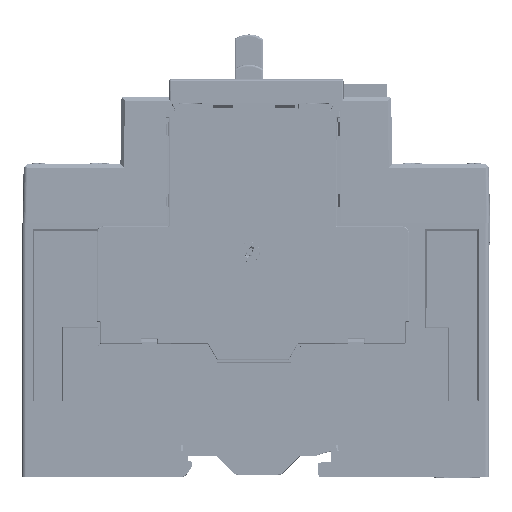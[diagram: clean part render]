
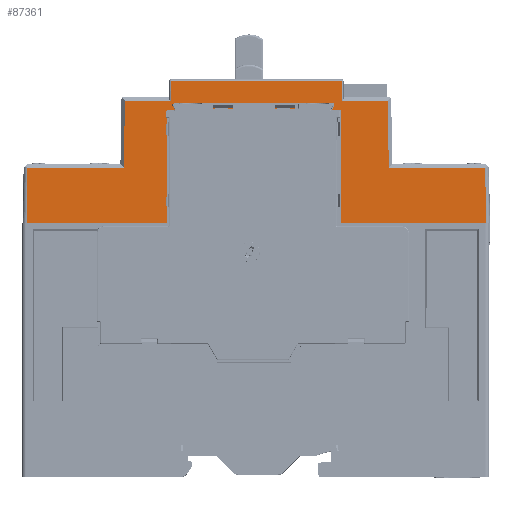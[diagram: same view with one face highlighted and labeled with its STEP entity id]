
A CAD part, top view. The second image highlights one B-rep face of the part: STEP entity #87361.
In plain terms, the highlighted face is planar.
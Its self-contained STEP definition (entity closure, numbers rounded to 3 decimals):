
#63804=DIRECTION('',(1.,0.,0.));
#63805=VECTOR('',#63804,118.6);
#63806=CARTESIAN_POINT('',(-59.3,30.659,
0.));
#63807=LINE('',#63806,#63805);
#64729=DIRECTION('',(-0.015,-0.007,-1.));
#64730=VECTOR('',#64729,17.252);
#64731=CARTESIAN_POINT('',(34.177,30.559,
-14.3));
#64732=LINE('',#64731,#64730);
#64737=DIRECTION('',(-1.,0.,0.));
#64738=VECTOR('',#64737,11.919);
#64739=CARTESIAN_POINT('',(33.919,30.439,
-31.55));
#64740=LINE('',#64739,#64738);
#64741=DIRECTION('',(0.017,-0.007,-1.));
#64742=VECTOR('',#64741,14.303);
#64743=CARTESIAN_POINT('',(-59.3,30.659,
0.));
#64744=LINE('',#64743,#64742);
#64745=DIRECTION('',(0.017,0.007,1.));
#64746=VECTOR('',#64745,14.303);
#64747=CARTESIAN_POINT('',(59.05,30.559,
-14.3));
#64748=LINE('',#64747,#64746);
#64769=DIRECTION('',(-1.,0.,0.));
#64770=VECTOR('',#64769,24.873);
#64771=CARTESIAN_POINT('',(-34.177,30.559,
-14.3));
#64772=LINE('',#64771,#64770);
#64781=DIRECTION('',(-0.015,0.007,1.));
#64782=VECTOR('',#64781,17.252);
#64783=CARTESIAN_POINT('',(-33.919,30.439,
-31.55));
#64784=LINE('',#64783,#64782);
#64785=DIRECTION('',(-1.,0.,0.));
#64786=VECTOR('',#64785,11.919);
#64787=CARTESIAN_POINT('',(-22.,30.439,
-31.55));
#64788=LINE('',#64787,#64786);
#67551=CARTESIAN_POINT('',(22.,30.439,
-31.55));
#67553=DIRECTION('',(0.,-0.007,-1.));
#67554=VECTOR('',#67553,5.054);
#67555=CARTESIAN_POINT('',(22.,30.439,
-31.55));
#67556=LINE('',#67555,#67554);
#67630=DIRECTION('',(-1.,0.,0.));
#67631=VECTOR('',#67630,44.);
#67632=CARTESIAN_POINT('',(22.,30.403,-36.603));
#67633=LINE('',#67632,#67631);
#67660=DIRECTION('',(0.,0.007,1.));
#67661=VECTOR('',#67660,5.054);
#67662=CARTESIAN_POINT('',(-22.,30.403,-36.603));
#67663=LINE('',#67662,#67661);
#74471=DIRECTION('',(-1.,0.,0.));
#74472=VECTOR('',#74471,24.873);
#74473=CARTESIAN_POINT('',(59.05,30.559,
-14.3));
#74474=LINE('',#74473,#74472);
#78453=CARTESIAN_POINT('',(34.177,30.559,
-14.3));
#78454=CARTESIAN_POINT('',(33.919,30.439,
-31.55));
#78455=VERTEX_POINT('',#78453);
#78456=VERTEX_POINT('',#78454);
#78913=CARTESIAN_POINT('',(22.,30.403,-36.603));
#78914=CARTESIAN_POINT('',(-22.,30.403,-36.603));
#78915=VERTEX_POINT('',#78913);
#78916=VERTEX_POINT('',#78914);
#78952=VERTEX_POINT('',#67551);
#80296=CARTESIAN_POINT('',(-22.,30.439,
-31.55));
#80297=VERTEX_POINT('',#80296);
#80673=CARTESIAN_POINT('',(-59.3,30.659,
0.));
#80674=CARTESIAN_POINT('',(-59.05,30.559,
-14.3));
#80675=VERTEX_POINT('',#80673);
#80676=VERTEX_POINT('',#80674);
#81068=CARTESIAN_POINT('',(59.05,30.559,
-14.3));
#81069=VERTEX_POINT('',#81068);
#81481=CARTESIAN_POINT('',(-34.177,30.559,
-14.3));
#81482=VERTEX_POINT('',#81481);
#81495=CARTESIAN_POINT('',(59.3,30.659,
0.));
#81496=VERTEX_POINT('',#81495);
#81585=CARTESIAN_POINT('',(-33.919,30.439,
-31.55));
#81586=VERTEX_POINT('',#81585);
#87334=CARTESIAN_POINT('',(203.274,30.318,
-48.788));
#87335=DIRECTION('',(0.,-1.,0.007));
#87336=DIRECTION('',(0.,-0.007,-1.));
#87337=AXIS2_PLACEMENT_3D('',#87334,#87335,#87336);
#87338=PLANE('',#87337);
#87339=ORIENTED_EDGE('',*,*,#86044,.F.);
#87341=ORIENTED_EDGE('',*,*,#87340,.T.);
#87343=ORIENTED_EDGE('',*,*,#87342,.F.);
#87345=ORIENTED_EDGE('',*,*,#87344,.F.);
#87347=ORIENTED_EDGE('',*,*,#87346,.F.);
#87349=ORIENTED_EDGE('',*,*,#87348,.F.);
#87351=ORIENTED_EDGE('',*,*,#87350,.F.);
#87353=ORIENTED_EDGE('',*,*,#87352,.F.);
#87354=ORIENTED_EDGE('',*,*,#87323,.F.);
#87355=ORIENTED_EDGE('',*,*,#87311,.F.);
#87357=ORIENTED_EDGE('',*,*,#87356,.F.);
#87358=ORIENTED_EDGE('',*,*,#83568,.T.);
#87359=EDGE_LOOP('',(#87339,#87341,#87343,#87345,#87347,#87349,#87351,#87353,
#87354,#87355,#87357,#87358));
#87360=FACE_OUTER_BOUND('',#87359,.F.);
#87361=ADVANCED_FACE('',(#87360),#87338,.F.);
#83568=EDGE_CURVE('',#81069,#81496,#64748,.T.);
#86044=EDGE_CURVE('',#80675,#81496,#63807,.T.);
#87311=EDGE_CURVE('',#78455,#78456,#64732,.T.);
#87323=EDGE_CURVE('',#78456,#78952,#64740,.T.);
#87340=EDGE_CURVE('',#80675,#80676,#64744,.T.);
#87342=EDGE_CURVE('',#81482,#80676,#64772,.T.);
#87344=EDGE_CURVE('',#81586,#81482,#64784,.T.);
#87346=EDGE_CURVE('',#80297,#81586,#64788,.T.);
#87348=EDGE_CURVE('',#78916,#80297,#67663,.T.);
#87350=EDGE_CURVE('',#78915,#78916,#67633,.T.);
#87352=EDGE_CURVE('',#78952,#78915,#67556,.T.);
#87356=EDGE_CURVE('',#81069,#78455,#74474,.T.);
